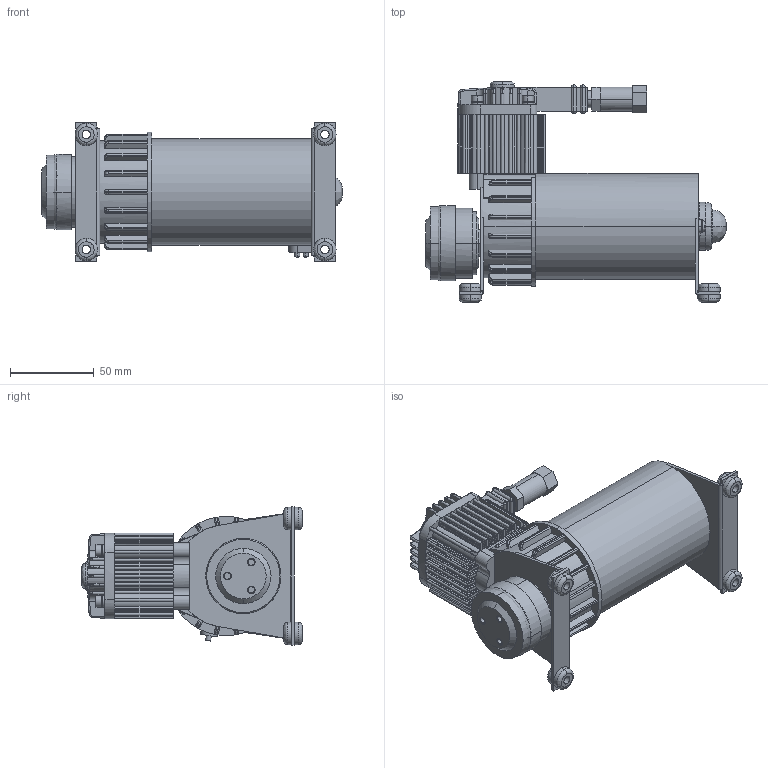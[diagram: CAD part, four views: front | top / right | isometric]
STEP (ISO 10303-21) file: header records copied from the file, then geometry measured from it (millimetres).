
FILE_DESCRIPTION (( 'STEP AP214' ), '1' );
FILE_NAME ('am-3227 Pneumatic Compressor 1.1_Pump REV2.STEP', '2018-06-12T13:56:49', ( '' ), ( '' ), 'SwSTEP 2.0', 'SolidWorks 2017', '' );
FILE_SCHEMA (( 'AUTOMOTIVE_DESIGN' ));
Length unit declared in the file: inch
Products named in the file (1): am-3227 Pneumatic Compressor 1.1_Pump REV2
Bounding box: 179.39 x 131.34 x 82.8 mm (x, y, z)
Volume: 600329.1 mm3; surface area: 101790.8 mm2
Topology: 13 solids, 13 shells, 1711 faces, 4547 edges, 2851 vertices
Faces by surface type: cylinder 761, plane 679, bspline 197, cone 74
Entity records: 80640 total; most frequent: CARTESIAN_POINT 25664, ORIENTED_EDGE 9000, DIRECTION 6963, EDGE_CURVE 4500, VERTEX_POINT 2852, AXIS2_PLACEMENT_3D 2382, VECTOR 2199, LINE 2199
